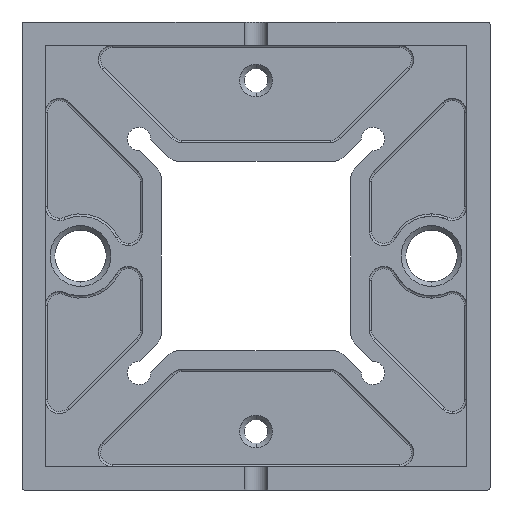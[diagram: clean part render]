
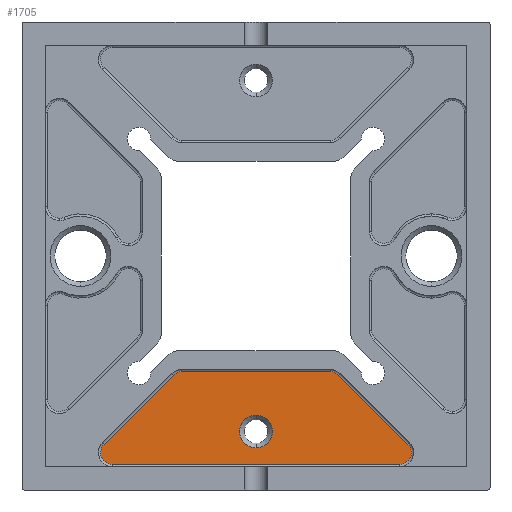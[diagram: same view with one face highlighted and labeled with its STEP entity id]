
A CAD part, front view. The second image highlights one B-rep face of the part: STEP entity #1705.
In plain terms, the highlighted planar face has unit normal (0, -1, 0).
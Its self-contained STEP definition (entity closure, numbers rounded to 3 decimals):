
#63 = DIRECTION ( 'NONE',  ( 0., 0., -1. ) ) ;
#209 = VERTEX_POINT ( 'NONE', #6199 ) ;
#503 = AXIS2_PLACEMENT_3D ( 'NONE', #629, #4883, #1180 ) ;
#629 = CARTESIAN_POINT ( 'NONE',  ( 0., 6., -37.5 ) ) ;
#746 = CARTESIAN_POINT ( 'NONE',  ( -30.686, 6., -42. ) ) ;
#760 = ORIENTED_EDGE ( 'NONE', *, *, #2632, .T. ) ;
#937 = EDGE_CURVE ( 'NONE', #4579, #6816, #6997, .T. ) ;
#980 = AXIS2_PLACEMENT_3D ( 'NONE', #4781, #6057, #2324 ) ;
#1018 = ORIENTED_EDGE ( 'NONE', *, *, #2287, .T. ) ;
#1052 = CIRCLE ( 'NONE', #6556, 2.5 ) ;
#1105 = DIRECTION ( 'NONE',  ( 1., 0., 0. ) ) ;
#1180 = DIRECTION ( 'NONE',  ( 0., 0., -1. ) ) ;
#1196 = DIRECTION ( 'NONE',  ( 0., 0., -1. ) ) ;
#1207 = DIRECTION ( 'NONE',  ( -0.707, 0., 0.707 ) ) ;
#1234 = VECTOR ( 'NONE', #8016, 1000. ) ;
#1276 = CARTESIAN_POINT ( 'NONE',  ( 30.686, 6., -42. ) ) ;
#1376 = CARTESIAN_POINT ( 'NONE',  ( 0., 6., -37.5 ) ) ;
#1519 = CARTESIAN_POINT ( 'NONE',  ( 15.936, 6., -24.75 ) ) ;
#1686 = CARTESIAN_POINT ( 'NONE',  ( 15.936, 6., -24.75 ) ) ;
#1705 = ADVANCED_FACE ( 'NONE', ( #1813, #2680 ), #6543, .T. ) ;
#1781 = CARTESIAN_POINT ( 'NONE',  ( -1.768, 6., -9.546 ) ) ;
#1813 = FACE_OUTER_BOUND ( 'NONE', #5028, .T. ) ;
#2202 = CIRCLE ( 'NONE', #503, 3.5 ) ;
#2287 = EDGE_CURVE ( 'NONE', #6581, #4579, #5349, .T. ) ;
#2302 = LINE ( 'NONE', #1686, #3970 ) ;
#2324 = DIRECTION ( 'NONE',  ( 0., 0., -1. ) ) ;
#2513 = EDGE_CURVE ( 'NONE', #4154, #6581, #2302, .T. ) ;
#2632 = EDGE_CURVE ( 'NONE', #6087, #4154, #7716, .T. ) ;
#2667 = ORIENTED_EDGE ( 'NONE', *, *, #6684, .T. ) ;
#2680 = FACE_BOUND ( 'NONE', #3279, .T. ) ;
#2850 = CARTESIAN_POINT ( 'NONE',  ( 30.686, 6., -44.5 ) ) ;
#2945 = CARTESIAN_POINT ( 'NONE',  ( 15.936, 6., -44.5 ) ) ;
#2947 = CARTESIAN_POINT ( 'NONE',  ( 17.704, 6., -25.482 ) ) ;
#2957 = CARTESIAN_POINT ( 'NONE',  ( -17.704, 6., -25.482 ) ) ;
#2960 = VERTEX_POINT ( 'NONE', #8096 ) ;
#3078 = ORIENTED_EDGE ( 'NONE', *, *, #2513, .T. ) ;
#3128 = CARTESIAN_POINT ( 'NONE',  ( -32.454, 6., -40.232 ) ) ;
#3133 = ORIENTED_EDGE ( 'NONE', *, *, #6808, .T. ) ;
#3279 = EDGE_LOOP ( 'NONE', ( #5151, #3858 ) ) ;
#3384 = LINE ( 'NONE', #4289, #3976 ) ;
#3420 = ORIENTED_EDGE ( 'NONE', *, *, #937, .T. ) ;
#3595 = CIRCLE ( 'NONE', #7353, 3.5 ) ;
#3729 = CARTESIAN_POINT ( 'NONE',  ( 0., 6., -34. ) ) ;
#3858 = ORIENTED_EDGE ( 'NONE', *, *, #7271, .T. ) ;
#3970 = VECTOR ( 'NONE', #7330, 1000. ) ;
#3976 = VECTOR ( 'NONE', #1207, 1000. ) ;
#4154 = VERTEX_POINT ( 'NONE', #1519 ) ;
#4289 = CARTESIAN_POINT ( 'NONE',  ( 17.704, 6., -25.482 ) ) ;
#4407 = DIRECTION ( 'NONE',  ( 0., 0., -1. ) ) ;
#4474 = DIRECTION ( 'NONE',  ( 0., -1., 0. ) ) ;
#4579 = VERTEX_POINT ( 'NONE', #2957 ) ;
#4622 = AXIS2_PLACEMENT_3D ( 'NONE', #6736, #7449, #1196 ) ;
#4706 = ORIENTED_EDGE ( 'NONE', *, *, #6576, .T. ) ;
#4781 = CARTESIAN_POINT ( 'NONE',  ( 15.936, 6., -27.25 ) ) ;
#4834 = EDGE_CURVE ( 'NONE', #2960, #5864, #3595, .T. ) ;
#4883 = DIRECTION ( 'NONE',  ( 0., 1., 0. ) ) ;
#5028 = EDGE_LOOP ( 'NONE', ( #2667, #760, #3078, #1018, #3420, #4706, #7281, #3133 ) ) ;
#5151 = ORIENTED_EDGE ( 'NONE', *, *, #4834, .T. ) ;
#5173 = DIRECTION ( 'NONE',  ( 0., 1., 0. ) ) ;
#5242 = CIRCLE ( 'NONE', #5711, 2.5 ) ;
#5349 = CIRCLE ( 'NONE', #4622, 2.5 ) ;
#5381 = AXIS2_PLACEMENT_3D ( 'NONE', #6514, #7740, #5830 ) ;
#5591 = VERTEX_POINT ( 'NONE', #2850 ) ;
#5711 = AXIS2_PLACEMENT_3D ( 'NONE', #1276, #7576, #4407 ) ;
#5815 = VECTOR ( 'NONE', #1105, 1000. ) ;
#5830 = DIRECTION ( 'NONE',  ( 0., 0., -1. ) ) ;
#5864 = VERTEX_POINT ( 'NONE', #3729 ) ;
#6057 = DIRECTION ( 'NONE',  ( 0., -1., 0. ) ) ;
#6087 = VERTEX_POINT ( 'NONE', #2947 ) ;
#6199 = CARTESIAN_POINT ( 'NONE',  ( -30.686, 6., -44.5 ) ) ;
#6514 = CARTESIAN_POINT ( 'NONE',  ( 15.936, 6., -27.25 ) ) ;
#6543 = PLANE ( 'NONE',  #5381 ) ;
#6556 = AXIS2_PLACEMENT_3D ( 'NONE', #746, #4474, #63 ) ;
#6576 = EDGE_CURVE ( 'NONE', #6816, #209, #1052, .T. ) ;
#6581 = VERTEX_POINT ( 'NONE', #7960 ) ;
#6630 = CARTESIAN_POINT ( 'NONE',  ( 32.454, 6., -40.232 ) ) ;
#6684 = EDGE_CURVE ( 'NONE', #7157, #6087, #3384, .T. ) ;
#6697 = LINE ( 'NONE', #2945, #5815 ) ;
#6736 = CARTESIAN_POINT ( 'NONE',  ( -15.936, 6., -27.25 ) ) ;
#6808 = EDGE_CURVE ( 'NONE', #5591, #7157, #5242, .T. ) ;
#6816 = VERTEX_POINT ( 'NONE', #3128 ) ;
#6976 = DIRECTION ( 'NONE',  ( 0., 0., -1. ) ) ;
#6997 = LINE ( 'NONE', #1781, #1234 ) ;
#7157 = VERTEX_POINT ( 'NONE', #6630 ) ;
#7271 = EDGE_CURVE ( 'NONE', #5864, #2960, #2202, .T. ) ;
#7281 = ORIENTED_EDGE ( 'NONE', *, *, #7497, .T. ) ;
#7330 = DIRECTION ( 'NONE',  ( -1., 0., 0. ) ) ;
#7353 = AXIS2_PLACEMENT_3D ( 'NONE', #1376, #5173, #6976 ) ;
#7449 = DIRECTION ( 'NONE',  ( 0., -1., 0. ) ) ;
#7497 = EDGE_CURVE ( 'NONE', #209, #5591, #6697, .T. ) ;
#7576 = DIRECTION ( 'NONE',  ( 0., -1., 0. ) ) ;
#7716 = CIRCLE ( 'NONE', #980, 2.5 ) ;
#7740 = DIRECTION ( 'NONE',  ( 0., -1., 0. ) ) ;
#7960 = CARTESIAN_POINT ( 'NONE',  ( -15.936, 6., -24.75 ) ) ;
#8016 = DIRECTION ( 'NONE',  ( -0.707, 0., -0.707 ) ) ;
#8096 = CARTESIAN_POINT ( 'NONE',  ( 0., 6., -41. ) ) ;
